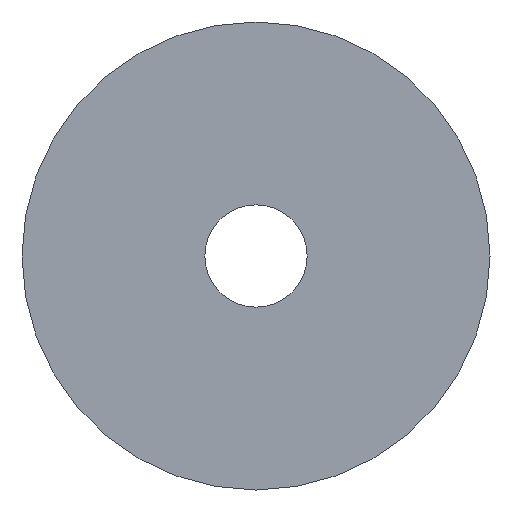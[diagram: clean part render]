
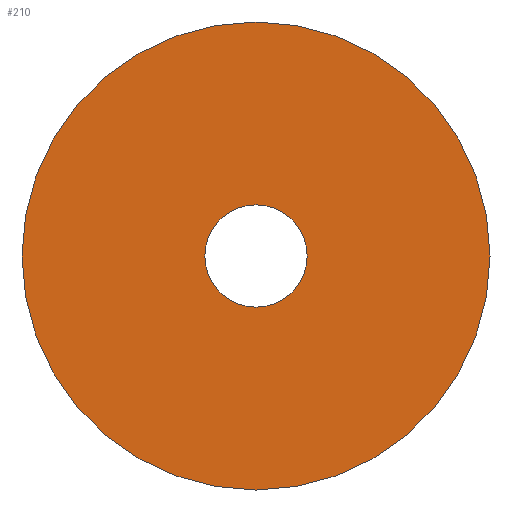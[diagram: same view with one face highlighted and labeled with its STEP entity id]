
A CAD part, left-side view. The second image highlights one B-rep face of the part: STEP entity #210.
In plain terms, the highlighted planar face has unit normal (-1, 0, 0).
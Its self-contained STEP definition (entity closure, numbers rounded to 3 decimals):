
#9 = FACE_OUTER_BOUND ( 'NONE', #147, .T. ) ;
#18 = ORIENTED_EDGE ( 'NONE', *, *, #189, .T. ) ;
#28 = AXIS2_PLACEMENT_3D ( 'NONE', #94, #192, #191 ) ;
#30 = DIRECTION ( 'NONE',  ( -1., 0., 0. ) ) ;
#50 = ORIENTED_EDGE ( 'NONE', *, *, #373, .T. ) ;
#61 = DIRECTION ( 'NONE',  ( -1., 0., 0. ) ) ;
#63 = FACE_BOUND ( 'NONE', #261, .T. ) ;
#67 = CIRCLE ( 'NONE', #327, 7.65 ) ;
#71 = CARTESIAN_POINT ( 'NONE',  ( 0.5, 0., 7.65 ) ) ;
#79 = CARTESIAN_POINT ( 'NONE',  ( 0.5, 0., -35. ) ) ;
#84 = DIRECTION ( 'NONE',  ( 0., 0., 1. ) ) ;
#94 = CARTESIAN_POINT ( 'NONE',  ( 0.5, 7.65, 0. ) ) ;
#104 = CIRCLE ( 'NONE', #355, 35. ) ;
#109 = DIRECTION ( 'NONE',  ( 0., 0., 1. ) ) ;
#110 = ORIENTED_EDGE ( 'NONE', *, *, #409, .F. ) ;
#111 = EDGE_CURVE ( 'NONE', #317, #206, #67, .T. ) ;
#120 = DIRECTION ( 'NONE',  ( -1., 0., 0. ) ) ;
#132 = PLANE ( 'NONE',  #28 ) ;
#144 = CARTESIAN_POINT ( 'NONE',  ( 0.5, 0., 0. ) ) ;
#146 = ORIENTED_EDGE ( 'NONE', *, *, #111, .F. ) ;
#147 = EDGE_LOOP ( 'NONE', ( #50, #18 ) ) ;
#166 = CIRCLE ( 'NONE', #292, 7.65 ) ;
#171 = VERTEX_POINT ( 'NONE', #186 ) ;
#186 = CARTESIAN_POINT ( 'NONE',  ( 0.5, 0., 35. ) ) ;
#189 = EDGE_CURVE ( 'NONE', #320, #171, #340, .T. ) ;
#191 = DIRECTION ( 'NONE',  ( 0., 0., -1. ) ) ;
#192 = DIRECTION ( 'NONE',  ( 1., 0., 0. ) ) ;
#199 = CARTESIAN_POINT ( 'NONE',  ( 0.5, 0., 0. ) ) ;
#206 = VERTEX_POINT ( 'NONE', #257 ) ;
#210 = ADVANCED_FACE ( 'NONE', ( #63, #9 ), #132, .F. ) ;
#214 = DIRECTION ( 'NONE',  ( 0., 0., 1. ) ) ;
#257 = CARTESIAN_POINT ( 'NONE',  ( 0.5, 0., -7.65 ) ) ;
#261 = EDGE_LOOP ( 'NONE', ( #146, #110 ) ) ;
#292 = AXIS2_PLACEMENT_3D ( 'NONE', #144, #120, #84 ) ;
#295 = DIRECTION ( 'NONE',  ( -1., 0., 0. ) ) ;
#317 = VERTEX_POINT ( 'NONE', #71 ) ;
#320 = VERTEX_POINT ( 'NONE', #79 ) ;
#327 = AXIS2_PLACEMENT_3D ( 'NONE', #371, #61, #214 ) ;
#340 = CIRCLE ( 'NONE', #406, 35. ) ;
#351 = DIRECTION ( 'NONE',  ( 0., 0., 1. ) ) ;
#355 = AXIS2_PLACEMENT_3D ( 'NONE', #394, #295, #109 ) ;
#371 = CARTESIAN_POINT ( 'NONE',  ( 0.5, 0., 0. ) ) ;
#373 = EDGE_CURVE ( 'NONE', #171, #320, #104, .T. ) ;
#394 = CARTESIAN_POINT ( 'NONE',  ( 0.5, 0., 0. ) ) ;
#406 = AXIS2_PLACEMENT_3D ( 'NONE', #199, #30, #351 ) ;
#409 = EDGE_CURVE ( 'NONE', #206, #317, #166, .T. ) ;
